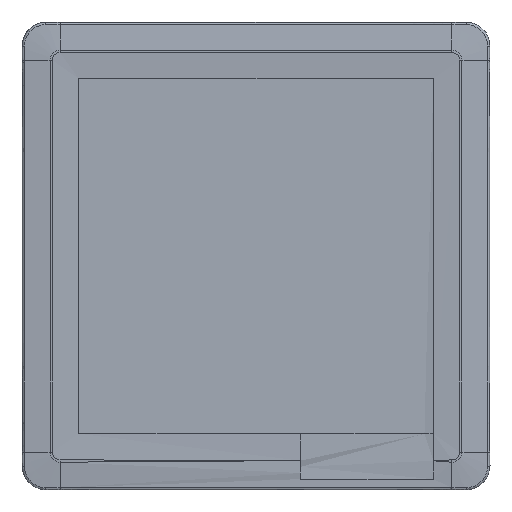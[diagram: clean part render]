
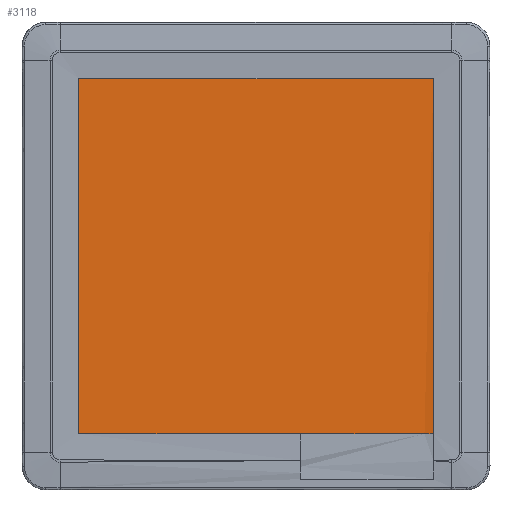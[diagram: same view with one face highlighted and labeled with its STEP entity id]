
A CAD part, front view. The second image highlights one B-rep face of the part: STEP entity #3118.
In plain terms, the highlighted planar face has unit normal (0, -1, 0).
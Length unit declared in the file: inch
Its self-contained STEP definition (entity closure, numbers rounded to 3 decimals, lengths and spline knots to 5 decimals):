
#27 = B_SPLINE_CURVE_WITH_KNOTS ( 'NONE', 3,
 ( #5830, #3458, #7042, #94 ),
 .UNSPECIFIED., .F., .F.,
 ( 4, 4 ),
 ( 0., 1. ),
 .UNSPECIFIED. ) ;
#94 = CARTESIAN_POINT ( 'NONE',  ( -1.58895, -0.91413, 1.61041 ) ) ;
#521 = CARTESIAN_POINT ( 'NONE',  ( -1.58895, -0.91413, 1.61041 ) ) ;
#590 = B_SPLINE_CURVE_WITH_KNOTS ( 'NONE', 3,
 ( #3179, #4845, #3773, #961 ),
 .UNSPECIFIED., .F., .F.,
 ( 4, 4 ),
 ( 0., 1. ),
 .UNSPECIFIED. ) ;
#648 = DIRECTION ( 'NONE',  ( 0., 0., -1. ) ) ;
#767 = CARTESIAN_POINT ( 'NONE',  ( 1.58895, -0.90421, 1.61041 ) ) ;
#961 = CARTESIAN_POINT ( 'NONE',  ( -1.58895, -0.91413, -1.57155 ) ) ;
#1107 = CARTESIAN_POINT ( 'NONE',  ( 1.58895, -0.90301, -1.57154 ) ) ;
#1157 = VERTEX_POINT ( 'NONE', #2552 ) ;
#1216 = CARTESIAN_POINT ( 'NONE',  ( -1.58895, -0.89429, -1.60622 ) ) ;
#1345 = ORIENTED_EDGE ( 'NONE', *, *, #2405, .F. ) ;
#1357 = EDGE_CURVE ( 'NONE', #2183, #4904, #6898, .T. ) ;
#1495 = EDGE_CURVE ( 'NONE', #3487, #3401, #6269, .T. ) ;
#1685 = CARTESIAN_POINT ( 'NONE',  ( 1.58895, -0.91413, 1.61041 ) ) ;
#1892 = FACE_OUTER_BOUND ( 'NONE', #2620, .T. ) ;
#2064 = CARTESIAN_POINT ( 'NONE',  ( 1.58895, -0.91413, -0.51089 ) ) ;
#2183 = VERTEX_POINT ( 'NONE', #4615 ) ;
#2202 = ORIENTED_EDGE ( 'NONE', *, *, #5242, .F. ) ;
#2316 = CARTESIAN_POINT ( 'NONE',  ( -0.52965, -0.91413, 1.61041 ) ) ;
#2343 = CARTESIAN_POINT ( 'NONE',  ( 0.39997, -0.89429, -1.57155 ) ) ;
#2405 = EDGE_CURVE ( 'NONE', #1157, #3487, #27, .T. ) ;
#2552 = CARTESIAN_POINT ( 'NONE',  ( -1.58895, -0.90421, -1.57155 ) ) ;
#2620 = EDGE_LOOP ( 'NONE', ( #5188, #5296, #2202, #5813, #1345, #3822 ) ) ;
#2685 = CARTESIAN_POINT ( 'NONE',  ( 1.50936, -0.8924, -1.57155 ) ) ;
#3118 = ADVANCED_FACE ( 'NONE', ( #1892 ), #4159, .T. ) ;
#3179 = CARTESIAN_POINT ( 'NONE',  ( 0.39997, -0.91413, -1.57155 ) ) ;
#3401 = VERTEX_POINT ( 'NONE', #767 ) ;
#3458 = CARTESIAN_POINT ( 'NONE',  ( -1.58895, -0.91413, -0.5109 ) ) ;
#3487 = VERTEX_POINT ( 'NONE', #4221 ) ;
#3489 = DIRECTION ( 'NONE',  ( 0., -1., 0. ) ) ;
#3773 = CARTESIAN_POINT ( 'NONE',  ( -0.92598, -0.91413, -1.57155 ) ) ;
#3822 = ORIENTED_EDGE ( 'NONE', *, *, #6617, .F. ) ;
#4159 = PLANE ( 'NONE',  #6853 ) ;
#4221 = CARTESIAN_POINT ( 'NONE',  ( -1.58895, -0.90421, 1.61041 ) ) ;
#4369 = CARTESIAN_POINT ( 'NONE',  ( 1.58895, -0.91413, 1.61041 ) ) ;
#4615 = CARTESIAN_POINT ( 'NONE',  ( 1.50936, -0.8924, -1.57155 ) ) ;
#4775 = CARTESIAN_POINT ( 'NONE',  ( 1.50936, -0.8924, -1.57155 ) ) ;
#4787 = CARTESIAN_POINT ( 'NONE',  ( 1.58895, -0.91413, 0.54976 ) ) ;
#4811 = CARTESIAN_POINT ( 'NONE',  ( 0.39997, -0.90301, -1.57155 ) ) ;
#4845 = CARTESIAN_POINT ( 'NONE',  ( -0.263, -0.91413, -1.57155 ) ) ;
#4904 = VERTEX_POINT ( 'NONE', #1107 ) ;
#4991 = CARTESIAN_POINT ( 'NONE',  ( 0.76977, -0.89429, -1.57155 ) ) ;
#5188 = ORIENTED_EDGE ( 'NONE', *, *, #5729, .T. ) ;
#5242 = EDGE_CURVE ( 'NONE', #3401, #4904, #6349, .T. ) ;
#5296 = ORIENTED_EDGE ( 'NONE', *, *, #1357, .T. ) ;
#5386 = B_SPLINE_CURVE_WITH_KNOTS ( 'NONE', 3,
 ( #2343, #4991, #5570, #2685 ),
 .UNSPECIFIED., .F., .F.,
 ( 4, 4 ),
 ( 0., 1. ),
 .UNSPECIFIED. ) ;
#5570 = CARTESIAN_POINT ( 'NONE',  ( 1.13957, -0.89429, -1.57155 ) ) ;
#5729 = EDGE_CURVE ( 'NONE', #6631, #2183, #5386, .T. ) ;
#5813 = ORIENTED_EDGE ( 'NONE', *, *, #1495, .F. ) ;
#5830 = CARTESIAN_POINT ( 'NONE',  ( -1.58895, -0.91413, -1.57155 ) ) ;
#6269 = B_SPLINE_CURVE_WITH_KNOTS ( 'NONE', 3,
 ( #521, #2316, #6770, #1685 ),
 .UNSPECIFIED., .F., .F.,
 ( 4, 4 ),
 ( 0., 1. ),
 .UNSPECIFIED. ) ;
#6280 = CARTESIAN_POINT ( 'NONE',  ( 1.56242, -0.89429, -1.57155 ) ) ;
#6349 = B_SPLINE_CURVE_WITH_KNOTS ( 'NONE', 3,
 ( #4369, #4787, #2064, #6553 ),
 .UNSPECIFIED., .F., .F.,
 ( 4, 4 ),
 ( 0., 1. ),
 .UNSPECIFIED. ) ;
#6553 = CARTESIAN_POINT ( 'NONE',  ( 1.58895, -0.91413, -1.57154 ) ) ;
#6617 = EDGE_CURVE ( 'NONE', #6631, #1157, #590, .T. ) ;
#6631 = VERTEX_POINT ( 'NONE', #4811 ) ;
#6770 = CARTESIAN_POINT ( 'NONE',  ( 0.52965, -0.91413, 1.61041 ) ) ;
#6853 = AXIS2_PLACEMENT_3D ( 'NONE', #1216, #3489, #648 ) ;
#6898 = B_SPLINE_CURVE_WITH_KNOTS ( 'NONE', 3,
 ( #4775, #7030, #6280, #6991 ),
 .UNSPECIFIED., .F., .F.,
 ( 4, 4 ),
 ( 0., 1. ),
 .UNSPECIFIED. ) ;
#6991 = CARTESIAN_POINT ( 'NONE',  ( 1.58895, -0.89429, -1.57154 ) ) ;
#7030 = CARTESIAN_POINT ( 'NONE',  ( 1.53589, -0.89429, -1.57155 ) ) ;
#7042 = CARTESIAN_POINT ( 'NONE',  ( -1.58895, -0.91413, 0.54976 ) ) ;
